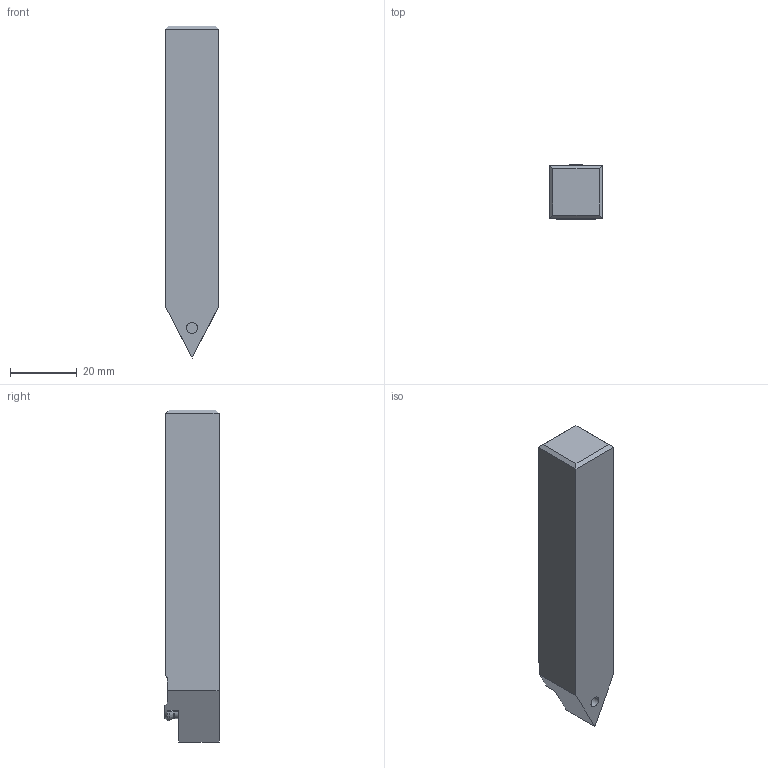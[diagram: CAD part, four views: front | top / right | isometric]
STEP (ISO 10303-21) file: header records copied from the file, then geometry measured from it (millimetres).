
FILE_DESCRIPTION(/* description */ (''),/* implementation_level */ '2;1');
FILE_NAME(/* name */ 'SDNCN1616H11.stp',/* time_stamp */ '2021-12-22T09:38:25+09:00',/* author */ (''),/* organization */ (''),/* preprocessor_version */ 'ST-DEVELOPER v16',/* originating_system */ 'SIEMENS PLM Software NX 10.0',/* authorisation */ '');
FILE_SCHEMA (('AUTOMOTIVE_DESIGN { 1 0 10303 214 3 1 1 1 }'));
Length unit declared in the file: millimetre
Products named in the file (1): SDNCN1616H11_ASM
Bounding box: 16 x 16.23 x 99.66 mm (x, y, z)
Volume: 23094.6 mm3; surface area: 6690.2 mm2
Topology: 2 solids, 2 shells, 60 faces, 164 edges, 108 vertices
Faces by surface type: plane 25, cylinder 22, cone 9, torus 2, sphere 2
Entity records: 2244 total; most frequent: CARTESIAN_POINT 616, DIRECTION 331, ORIENTED_EDGE 320, EDGE_CURVE 160, AXIS2_PLACEMENT_3D 123, VERTEX_POINT 105, LINE 85, VECTOR 85
